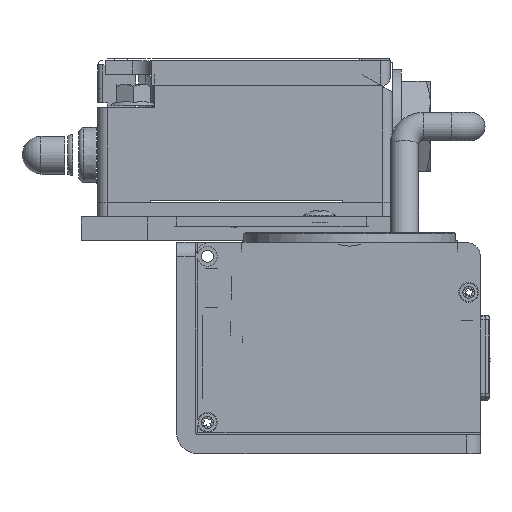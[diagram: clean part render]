
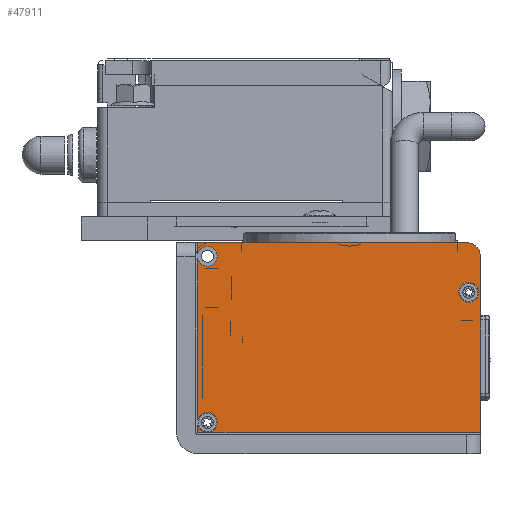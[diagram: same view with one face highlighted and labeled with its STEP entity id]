
A CAD part, front view. The second image highlights one B-rep face of the part: STEP entity #47911.
In plain terms, the highlighted planar face has unit normal (0, -1, 0).
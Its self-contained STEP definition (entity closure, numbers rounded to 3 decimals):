
#1663=FACE_BOUND('',#9295,.T.);
#3780=PLANE('',#67447);
#6377=FACE_OUTER_BOUND('',#9294,.T.);
#9294=EDGE_LOOP('',(#41591,#41592,#41593,#41594,#41595,#41596,#41597,#41598,
#41599));
#9295=EDGE_LOOP('',(#41600));
#10800=CIRCLE('',#67448,2.075);
#10801=CIRCLE('',#67449,2.075);
#10802=CIRCLE('',#67450,3.);
#10803=CIRCLE('',#67451,2.075);
#15895=VERTEX_POINT('',#101758);
#15896=VERTEX_POINT('',#101759);
#15897=VERTEX_POINT('',#101761);
#15898=VERTEX_POINT('',#101763);
#15899=VERTEX_POINT('',#101765);
#15900=VERTEX_POINT('',#101767);
#15901=VERTEX_POINT('',#101769);
#15902=VERTEX_POINT('',#101771);
#15903=VERTEX_POINT('',#101773);
#15904=VERTEX_POINT('',#101776);
#25467=EDGE_CURVE('',#15895,#15896,#10800,.T.);
#25468=EDGE_CURVE('',#15895,#15897,#54321,.T.);
#25469=EDGE_CURVE('',#15898,#15897,#10801,.T.);
#25470=EDGE_CURVE('',#15898,#15899,#54322,.T.);
#25471=EDGE_CURVE('',#15899,#15900,#54323,.T.);
#25472=EDGE_CURVE('',#15900,#15901,#54324,.T.);
#25473=EDGE_CURVE('',#15902,#15901,#10802,.T.);
#25474=EDGE_CURVE('',#15902,#15903,#54325,.T.);
#25475=EDGE_CURVE('',#15903,#15896,#54326,.T.);
#25476=EDGE_CURVE('',#15904,#15904,#10803,.T.);
#41591=ORIENTED_EDGE('',*,*,#25467,.F.);
#41592=ORIENTED_EDGE('',*,*,#25468,.T.);
#41593=ORIENTED_EDGE('',*,*,#25469,.F.);
#41594=ORIENTED_EDGE('',*,*,#25470,.T.);
#41595=ORIENTED_EDGE('',*,*,#25471,.T.);
#41596=ORIENTED_EDGE('',*,*,#25472,.T.);
#41597=ORIENTED_EDGE('',*,*,#25473,.F.);
#41598=ORIENTED_EDGE('',*,*,#25474,.T.);
#41599=ORIENTED_EDGE('',*,*,#25475,.T.);
#41600=ORIENTED_EDGE('',*,*,#25476,.F.);
#47911=ADVANCED_FACE('',(#6377,#1663),#3780,.F.);
#54321=LINE('',#101762,#62217);
#54322=LINE('',#101766,#62218);
#54323=LINE('',#101768,#62219);
#54324=LINE('',#101770,#62220);
#54325=LINE('',#101774,#62221);
#54326=LINE('',#101775,#62222);
#62217=VECTOR('',#80650,33.894);
#62218=VECTOR('',#80653,1.547);
#62219=VECTOR('',#80654,59.5);
#62220=VECTOR('',#80655,37.);
#62221=VECTOR('',#80658,56.5);
#62222=VECTOR('',#80659,2.347);
#67447=AXIS2_PLACEMENT_3D('',#101757,#80646,#80647);
#67448=AXIS2_PLACEMENT_3D('',#101760,#80648,#80649);
#67449=AXIS2_PLACEMENT_3D('',#101764,#80651,#80652);
#67450=AXIS2_PLACEMENT_3D('',#101772,#80656,#80657);
#67451=AXIS2_PLACEMENT_3D('',#101777,#80660,#80661);
#80646=DIRECTION('center_axis',(0.,1.,0.));
#80647=DIRECTION('ref_axis',(-1.,0.,0.));
#80648=DIRECTION('center_axis',(0.,-1.,0.));
#80649=DIRECTION('ref_axis',(-1.,0.,0.));
#80650=DIRECTION('',(0.,0.,-1.));
#80651=DIRECTION('center_axis',(0.,-1.,0.));
#80652=DIRECTION('ref_axis',(-1.,0.,0.));
#80653=DIRECTION('',(0.,0.,-1.));
#80654=DIRECTION('',(1.,0.,0.));
#80655=DIRECTION('',(0.,0.,1.));
#80656=DIRECTION('center_axis',(0.,1.,0.));
#80657=DIRECTION('ref_axis',(0.707,0.,0.707));
#80658=DIRECTION('',(-1.,0.,0.));
#80659=DIRECTION('',(0.,0.,-1.));
#80660=DIRECTION('center_axis',(0.,-1.,0.));
#80661=DIRECTION('ref_axis',(-1.,0.,0.));
#101757=CARTESIAN_POINT('Origin',(0.25,-51.5,20.7));
#101758=CARTESIAN_POINT('',(-29.5,-51.5,38.247));
#101759=CARTESIAN_POINT('',(-29.5,-51.5,39.353));
#101760=CARTESIAN_POINT('Origin',(-27.5,-51.5,38.8));
#101761=CARTESIAN_POINT('',(-29.5,-51.5,4.353));
#101762=CARTESIAN_POINT('',(-29.5,-51.5,41.7));
#101763=CARTESIAN_POINT('',(-29.5,-51.5,3.247));
#101764=CARTESIAN_POINT('Origin',(-27.5,-51.5,3.8));
#101765=CARTESIAN_POINT('',(-29.5,-51.5,1.7));
#101766=CARTESIAN_POINT('',(-29.5,-51.5,41.7));
#101767=CARTESIAN_POINT('',(30.,-51.5,1.7));
#101768=CARTESIAN_POINT('',(-14.625,-51.5,1.7));
#101769=CARTESIAN_POINT('',(30.,-51.5,38.7));
#101770=CARTESIAN_POINT('',(30.,-51.5,-0.3));
#101771=CARTESIAN_POINT('',(27.,-51.5,41.7));
#101772=CARTESIAN_POINT('Origin',(27.,-51.5,38.7));
#101773=CARTESIAN_POINT('',(-29.5,-51.5,41.7));
#101774=CARTESIAN_POINT('',(30.,-51.5,41.7));
#101775=CARTESIAN_POINT('',(-29.5,-51.5,41.7));
#101776=CARTESIAN_POINT('',(29.575,-51.5,31.2));
#101777=CARTESIAN_POINT('Origin',(27.5,-51.5,31.2));
